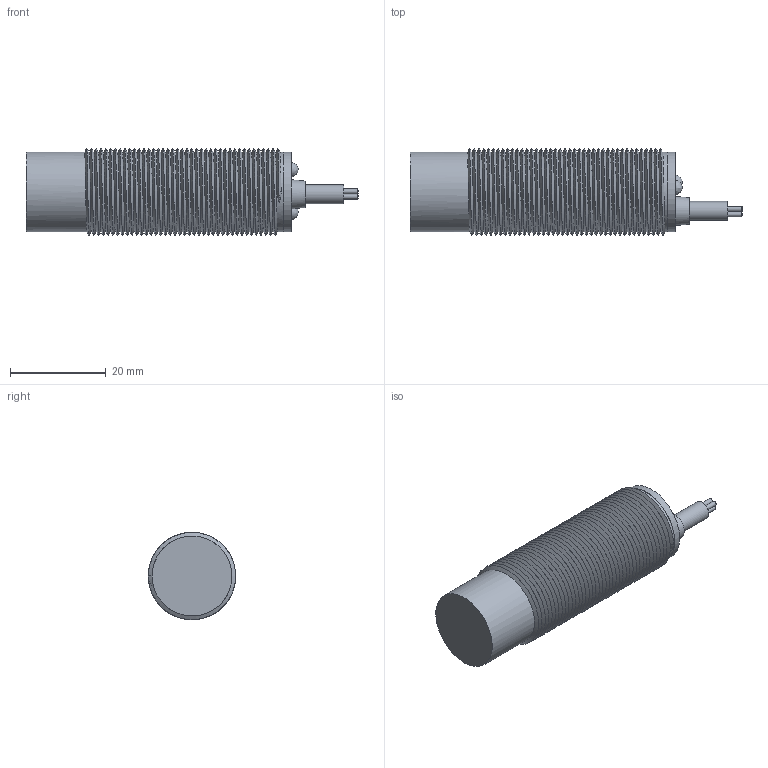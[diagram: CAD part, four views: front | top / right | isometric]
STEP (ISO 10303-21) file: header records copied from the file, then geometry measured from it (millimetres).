
FILE_DESCRIPTION( ('This file contains a STEP AP42 implementation' ,'as created by ZW3D STEP Interface translator.') ,'2;1' );
FILE_NAME( 'ECS2-1816X-X4UX.stp' ,'20 523.111029', (''), ('ZWCAD Software Co.'), 'Version 1.0', 'ZW3D to STEP translator', '' );
FILE_SCHEMA(('AUTOMOTIVE_DESIGN'));
Length unit declared in the file: millimetre
Products named in the file (2): 0; ECS2-1816X-X4UX
Bounding box: 69.5 x 18.26 x 18.26 mm (x, y, z)
Volume: 13208.7 mm3; surface area: 6177.1 mm2
Topology: 2 solids, 3 shells, 68 faces, 167 edges, 110 vertices
Faces by surface type: bspline 68
Entity records: 4243 total; most frequent: CARTESIAN_POINT 3241, ORIENTED_EDGE 329, EDGE_CURVE 165, VERTEX_POINT 110, EDGE_LOOP 76, FACE_OUTER_BOUND 68, ADVANCED_FACE 68, OVER_RIDING_STYLED_ITEM 68
